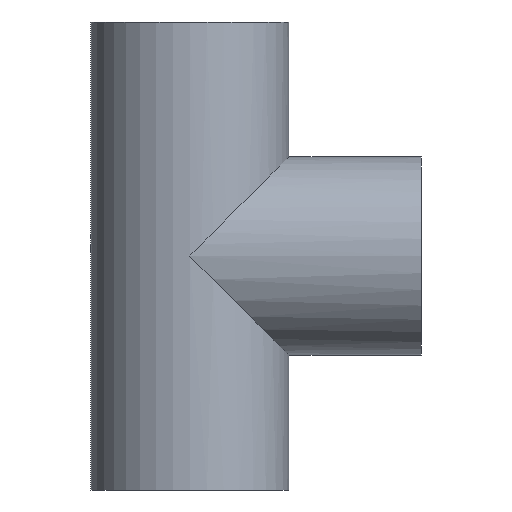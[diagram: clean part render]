
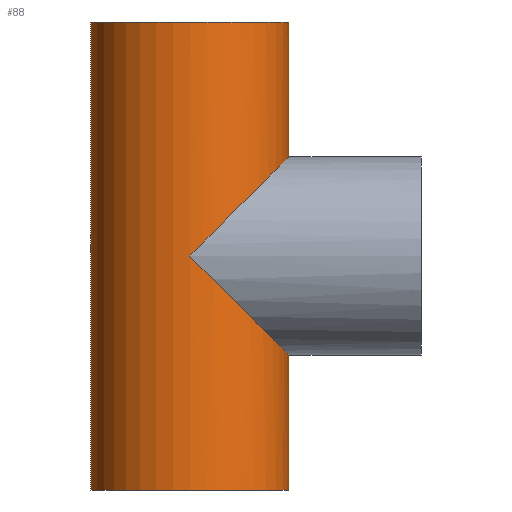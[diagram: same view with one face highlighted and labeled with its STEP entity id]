
A CAD part, front view. The second image highlights one B-rep face of the part: STEP entity #88.
In plain terms, the highlighted cylindrical face has radius 125 mm (diameter 250 mm), a partial arc.
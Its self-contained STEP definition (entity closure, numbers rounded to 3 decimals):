
#3 = EDGE_LOOP ( 'NONE', ( #102, #168, #40, #245, #34, #66, #110 ) ) ;
#17 = LINE ( 'NONE', #334, #317 ) ;
#19 = CARTESIAN_POINT ( 'NONE',  ( 0., 0., 295. ) ) ;
#22 = AXIS2_PLACEMENT_3D ( 'NONE', #19, #408, #439 ) ;
#25 = CARTESIAN_POINT ( 'NONE',  ( 125., 0., -125. ) ) ;
#26 = CARTESIAN_POINT ( 'NONE',  ( 125., 0., -295. ) ) ;
#34 = ORIENTED_EDGE ( 'NONE', *, *, #50, .F. ) ;
#35 = DIRECTION ( 'NONE',  ( 0., 0., -1. ) ) ;
#39 = VERTEX_POINT ( 'NONE', #191 ) ;
#40 = ORIENTED_EDGE ( 'NONE', *, *, #173, .T. ) ;
#50 = EDGE_CURVE ( 'NONE', #420, #204, #378, .T. ) ;
#66 = ORIENTED_EDGE ( 'NONE', *, *, #220, .F. ) ;
#70 = VERTEX_POINT ( 'NONE', #296 ) ;
#86 = CARTESIAN_POINT ( 'NONE',  ( 73.223, -125., -73.223 ) ) ;
#88 = ADVANCED_FACE ( 'NONE', ( #261 ), #337, .T. ) ;
#93 = DIRECTION ( 'NONE',  ( 1., 0., 0. ) ) ;
#102 = ORIENTED_EDGE ( 'NONE', *, *, #387, .F. ) ;
#110 = ORIENTED_EDGE ( 'NONE', *, *, #229, .F. ) ;
#120 = DIRECTION ( 'NONE',  ( 0., 0., 1. ) ) ;
#121 = CARTESIAN_POINT ( 'NONE',  ( 125., 0., 125. ) ) ;
#150 = CARTESIAN_POINT ( 'NONE',  ( 0., 0., -295. ) ) ;
#168 = ORIENTED_EDGE ( 'NONE', *, *, #283, .F. ) ;
#172 = DIRECTION ( 'NONE',  ( 1., 0., 0. ) ) ;
#173 = EDGE_CURVE ( 'NONE', #39, #197, #17, .T. ) ;
#178 = CARTESIAN_POINT ( 'NONE',  ( -125., 0., -295. ) ) ;
#184 = EDGE_CURVE ( 'NONE', #197, #204, #232, .T. ) ;
#191 = CARTESIAN_POINT ( 'NONE',  ( -125., 0., 295. ) ) ;
#196 = CARTESIAN_POINT ( 'NONE',  ( 125., 0., 295. ) ) ;
#197 = VERTEX_POINT ( 'NONE', #178 ) ;
#204 = VERTEX_POINT ( 'NONE', #26 ) ;
#216 = CARTESIAN_POINT ( 'NONE',  ( 125., 0., -125. ) ) ;
#220 = EDGE_CURVE ( 'NONE', #70, #420, #379, .T. ) ;
#225 = AXIS2_PLACEMENT_3D ( 'NONE', #150, #120, #93 ) ;
#229 = EDGE_CURVE ( 'NONE', #348, #70, #268, .T. ) ;
#232 = CIRCLE ( 'NONE', #225, 125. ) ;
#238 = AXIS2_PLACEMENT_3D ( 'NONE', #324, #288, #172 ) ;
#245 = ORIENTED_EDGE ( 'NONE', *, *, #184, .T. ) ;
#260 = CARTESIAN_POINT ( 'NONE',  ( 0., -125., 0. ) ) ;
#261 = FACE_OUTER_BOUND ( 'NONE', #3, .T. ) ;
#263 = CARTESIAN_POINT ( 'NONE',  ( 125., -73.223, 125. ) ) ;
#268 =( BOUNDED_CURVE ( )  B_SPLINE_CURVE ( 3, ( #405, #263, #448, #413 ),
 .UNSPECIFIED., .F., .F. ) 
 B_SPLINE_CURVE_WITH_KNOTS ( ( 4, 4 ),
 ( 3.142, 4.712 ),
 .UNSPECIFIED. ) 
 CURVE ( )  GEOMETRIC_REPRESENTATION_ITEM ( )  RATIONAL_B_SPLINE_CURVE ( ( 1., 0.805, 0.805, 1. ) ) 
 REPRESENTATION_ITEM ( '' )  );
#283 = EDGE_CURVE ( 'NONE', #39, #285, #314, .T. ) ;
#285 = VERTEX_POINT ( 'NONE', #404 ) ;
#288 = DIRECTION ( 'NONE',  ( 0., 0., 1. ) ) ;
#296 = CARTESIAN_POINT ( 'NONE',  ( 0., -125., 0. ) ) ;
#299 = CARTESIAN_POINT ( 'NONE',  ( 125., -73.223, -125. ) ) ;
#314 = CIRCLE ( 'NONE', #238, 125. ) ;
#317 = VECTOR ( 'NONE', #441, 1000. ) ;
#324 = CARTESIAN_POINT ( 'NONE',  ( 0., 0., 295. ) ) ;
#334 = CARTESIAN_POINT ( 'NONE',  ( -125., 0., 295. ) ) ;
#337 = CYLINDRICAL_SURFACE ( 'NONE', #22, 125. ) ;
#340 = LINE ( 'NONE', #374, #417 ) ;
#348 = VERTEX_POINT ( 'NONE', #121 ) ;
#352 = VECTOR ( 'NONE', #35, 1000. ) ;
#374 = CARTESIAN_POINT ( 'NONE',  ( 125., 0., 295. ) ) ;
#378 = LINE ( 'NONE', #196, #352 ) ;
#379 =( BOUNDED_CURVE ( )  B_SPLINE_CURVE ( 3, ( #260, #86, #299, #216 ),
 .UNSPECIFIED., .F., .F. ) 
 B_SPLINE_CURVE_WITH_KNOTS ( ( 4, 4 ),
 ( 4.712, 6.283 ),
 .UNSPECIFIED. ) 
 CURVE ( )  GEOMETRIC_REPRESENTATION_ITEM ( )  RATIONAL_B_SPLINE_CURVE ( ( 1., 0.805, 0.805, 1. ) ) 
 REPRESENTATION_ITEM ( '' )  );
#387 = EDGE_CURVE ( 'NONE', #285, #348, #340, .T. ) ;
#404 = CARTESIAN_POINT ( 'NONE',  ( 125., 0., 295. ) ) ;
#405 = CARTESIAN_POINT ( 'NONE',  ( 125., 0., 125. ) ) ;
#408 = DIRECTION ( 'NONE',  ( 0., 0., -1. ) ) ;
#413 = CARTESIAN_POINT ( 'NONE',  ( 0., -125., 0. ) ) ;
#417 = VECTOR ( 'NONE', #445, 1000. ) ;
#420 = VERTEX_POINT ( 'NONE', #25 ) ;
#439 = DIRECTION ( 'NONE',  ( -1., 0., 0. ) ) ;
#441 = DIRECTION ( 'NONE',  ( 0., 0., -1. ) ) ;
#445 = DIRECTION ( 'NONE',  ( 0., 0., -1. ) ) ;
#448 = CARTESIAN_POINT ( 'NONE',  ( 73.223, -125., 73.223 ) ) ;
